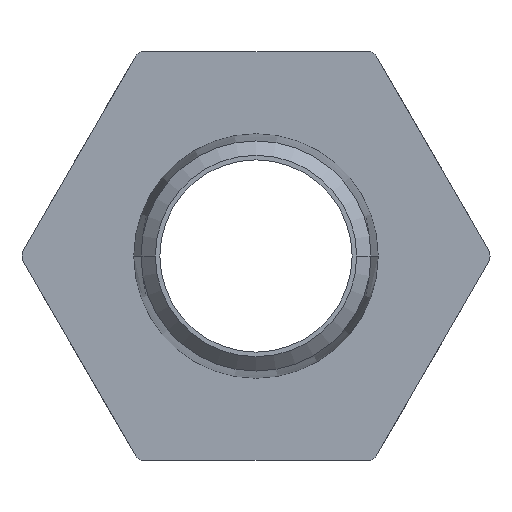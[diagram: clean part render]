
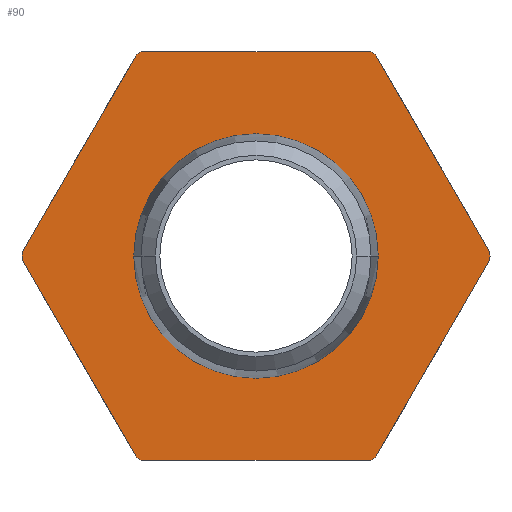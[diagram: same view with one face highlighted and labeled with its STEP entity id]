
A CAD part, front view. The second image highlights one B-rep face of the part: STEP entity #90.
In plain terms, the highlighted planar face has unit normal (0, -1, 0).
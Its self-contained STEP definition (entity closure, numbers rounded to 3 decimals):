
#90=ADVANCED_FACE('',(#185,#186),#187,.T.);
#185=FACE_OUTER_BOUND('',#283,.T.);
#186=FACE_BOUND('',#284,.T.);
#187=PLANE('',#285);
#283=EDGE_LOOP('',(#620,#621,#622,#623,#624,#625,#626,#627,#628,#629,#630,#631,#632,#633));
#284=EDGE_LOOP('',(#634,#635));
#285=AXIS2_PLACEMENT_3D('',#636,#637,#638);
#620=ORIENTED_EDGE('',*,*,#731,.T.);
#621=ORIENTED_EDGE('',*,*,#750,.T.);
#622=ORIENTED_EDGE('',*,*,#672,.T.);
#623=ORIENTED_EDGE('',*,*,#730,.T.);
#624=ORIENTED_EDGE('',*,*,#748,.T.);
#625=ORIENTED_EDGE('',*,*,#724,.T.);
#626=ORIENTED_EDGE('',*,*,#749,.T.);
#627=ORIENTED_EDGE('',*,*,#720,.T.);
#628=ORIENTED_EDGE('',*,*,#747,.T.);
#629=ORIENTED_EDGE('',*,*,#717,.T.);
#630=ORIENTED_EDGE('',*,*,#676,.T.);
#631=ORIENTED_EDGE('',*,*,#746,.T.);
#632=ORIENTED_EDGE('',*,*,#713,.T.);
#633=ORIENTED_EDGE('',*,*,#743,.T.);
#634=ORIENTED_EDGE('',*,*,#659,.T.);
#635=ORIENTED_EDGE('',*,*,#753,.T.);
#636=CARTESIAN_POINT('',(0.0,0.0,0.0));
#637=DIRECTION('',(0.0,-1.0,0.0));
#638=DIRECTION('',(-1.0,0.0,0.0));
#659=EDGE_CURVE('',#775,#779,#781,.T.);
#672=EDGE_CURVE('',#805,#803,#806,.T.);
#676=EDGE_CURVE('',#808,#810,#812,.T.);
#713=EDGE_CURVE('',#872,#873,#874,.T.);
#717=EDGE_CURVE('',#880,#808,#881,.T.);
#720=EDGE_CURVE('',#885,#886,#887,.T.);
#724=EDGE_CURVE('',#893,#894,#895,.T.);
#730=EDGE_CURVE('',#803,#903,#905,.T.);
#731=EDGE_CURVE('',#906,#907,#908,.T.);
#743=EDGE_CURVE('',#873,#906,#922,.T.);
#746=EDGE_CURVE('',#810,#872,#925,.T.);
#747=EDGE_CURVE('',#886,#880,#926,.T.);
#748=EDGE_CURVE('',#903,#893,#927,.T.);
#749=EDGE_CURVE('',#894,#885,#928,.T.);
#750=EDGE_CURVE('',#907,#805,#929,.T.);
#753=EDGE_CURVE('',#779,#775,#932,.T.);
#775=VERTEX_POINT('',#957);
#779=VERTEX_POINT('',#962);
#781=CIRCLE('',#965,5.086);
#803=VERTEX_POINT('',#1013);
#805=VERTEX_POINT('',#1016);
#806=CIRCLE('',#1017,9.738);
#808=VERTEX_POINT('',#1020);
#810=VERTEX_POINT('',#1023);
#812=CIRCLE('',#1026,9.738);
#872=VERTEX_POINT('',#1094);
#873=VERTEX_POINT('',#1095);
#874=CIRCLE('',#1096,9.738);
#880=VERTEX_POINT('',#1104);
#881=CIRCLE('',#1105,9.738);
#885=VERTEX_POINT('',#1110);
#886=VERTEX_POINT('',#1111);
#887=CIRCLE('',#1112,9.738);
#893=VERTEX_POINT('',#1120);
#894=VERTEX_POINT('',#1121);
#895=CIRCLE('',#1122,9.738);
#903=VERTEX_POINT('',#1132);
#905=CIRCLE('',#1135,9.738);
#906=VERTEX_POINT('',#1136);
#907=VERTEX_POINT('',#1137);
#908=CIRCLE('',#1138,9.738);
#922=LINE('',#1242,#1243);
#925=LINE('',#1268,#1269);
#926=LINE('',#1270,#1271);
#927=LINE('',#1272,#1273);
#928=LINE('',#1274,#1275);
#929=LINE('',#1276,#1277);
#932=CIRCLE('',#1280,5.086);
#957=CARTESIAN_POINT('',(5.086,0.0,0.0));
#962=CARTESIAN_POINT('',(-5.086,0.0,0.));
#965=AXIS2_PLACEMENT_3D('',#1313,#1314,#1315);
#1013=CARTESIAN_POINT('',(9.738,0.0,0.));
#1016=CARTESIAN_POINT('',(9.737,0.0,-0.136));
#1017=AXIS2_PLACEMENT_3D('',#1336,#1337,#1338);
#1020=CARTESIAN_POINT('',(-9.738,0.0,0.));
#1023=CARTESIAN_POINT('',(-9.737,0.0,-0.136));
#1026=AXIS2_PLACEMENT_3D('',#1342,#1343,#1344);
#1094=CARTESIAN_POINT('',(-4.986,0.0,-8.364));
#1095=CARTESIAN_POINT('',(-4.751,0.0,-8.5));
#1096=AXIS2_PLACEMENT_3D('',#1437,#1438,#1439);
#1104=CARTESIAN_POINT('',(-9.737,0.0,0.136));
#1105=AXIS2_PLACEMENT_3D('',#1445,#1446,#1447);
#1110=CARTESIAN_POINT('',(-4.751,0.0,8.5));
#1111=CARTESIAN_POINT('',(-4.986,0.0,8.364));
#1112=AXIS2_PLACEMENT_3D('',#1452,#1453,#1454);
#1120=CARTESIAN_POINT('',(4.986,0.0,8.364));
#1121=CARTESIAN_POINT('',(4.751,0.0,8.5));
#1122=AXIS2_PLACEMENT_3D('',#1460,#1461,#1462);
#1132=CARTESIAN_POINT('',(9.737,0.0,0.136));
#1135=AXIS2_PLACEMENT_3D('',#1472,#1473,#1474);
#1136=CARTESIAN_POINT('',(4.751,0.0,-8.5));
#1137=CARTESIAN_POINT('',(4.986,0.0,-8.364));
#1138=AXIS2_PLACEMENT_3D('',#1475,#1476,#1477);
#1242=CARTESIAN_POINT('',(2.454,0.0,-8.5));
#1243=VECTOR('',#1483,1.0);
#1268=CARTESIAN_POINT('',(-6.748,0.0,-5.313));
#1269=VECTOR('',#1484,1.0);
#1270=CARTESIAN_POINT('',(-6.748,0.0,5.313));
#1271=VECTOR('',#1485,1.0);
#1272=CARTESIAN_POINT('',(7.975,0.0,3.187));
#1273=VECTOR('',#1486,1.0);
#1274=CARTESIAN_POINT('',(2.454,0.0,8.5));
#1275=VECTOR('',#1487,1.0);
#1276=CARTESIAN_POINT('',(7.975,0.0,-3.187));
#1277=VECTOR('',#1488,1.0);
#1280=AXIS2_PLACEMENT_3D('',#1495,#1496,#1497);
#1313=CARTESIAN_POINT('',(0.0,0.0,0.0));
#1314=DIRECTION('',(-0.0,1.0,0.0));
#1315=DIRECTION('',(1.0,0.0,0.0));
#1336=CARTESIAN_POINT('',(0.0,0.0,0.0));
#1337=DIRECTION('',(0.0,-1.0,-0.0));
#1338=DIRECTION('',(1.0,0.0,0.0));
#1342=CARTESIAN_POINT('',(0.0,0.0,0.0));
#1343=DIRECTION('',(0.0,-1.0,-0.0));
#1344=DIRECTION('',(1.0,0.0,0.0));
#1437=CARTESIAN_POINT('',(0.0,0.0,0.0));
#1438=DIRECTION('',(0.0,-1.0,-0.0));
#1439=DIRECTION('',(1.0,0.0,0.0));
#1445=CARTESIAN_POINT('',(0.0,0.0,0.0));
#1446=DIRECTION('',(0.0,-1.0,-0.0));
#1447=DIRECTION('',(1.0,0.0,0.0));
#1452=CARTESIAN_POINT('',(0.0,0.0,0.0));
#1453=DIRECTION('',(0.0,-1.0,-0.0));
#1454=DIRECTION('',(1.0,0.0,0.0));
#1460=CARTESIAN_POINT('',(0.0,0.0,0.0));
#1461=DIRECTION('',(0.0,-1.0,-0.0));
#1462=DIRECTION('',(1.0,0.0,0.0));
#1472=CARTESIAN_POINT('',(0.0,0.0,0.0));
#1473=DIRECTION('',(0.0,-1.0,-0.0));
#1474=DIRECTION('',(1.0,0.0,0.0));
#1475=CARTESIAN_POINT('',(0.0,0.0,0.0));
#1476=DIRECTION('',(0.0,-1.0,-0.0));
#1477=DIRECTION('',(1.0,0.0,0.0));
#1483=DIRECTION('',(1.0,0.0,0.0));
#1484=DIRECTION('',(0.5,0.0,-0.866));
#1485=DIRECTION('',(-0.5,0.0,-0.866));
#1486=DIRECTION('',(-0.5,0.0,0.866));
#1487=DIRECTION('',(-1.0,0.0,0.));
#1488=DIRECTION('',(0.5,0.0,0.866));
#1495=CARTESIAN_POINT('',(0.0,0.0,0.0));
#1496=DIRECTION('',(-0.0,1.0,0.0));
#1497=DIRECTION('',(1.0,0.0,0.0));
